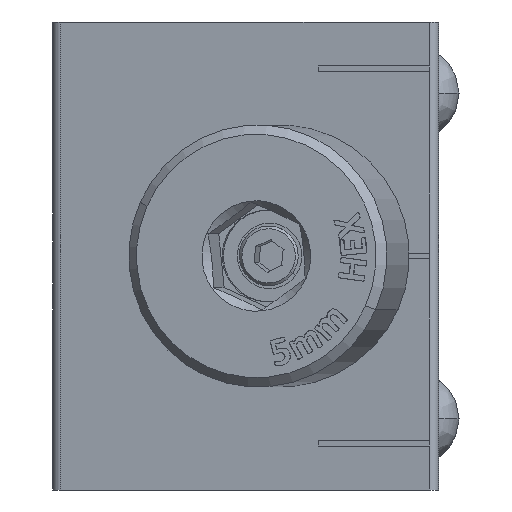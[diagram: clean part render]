
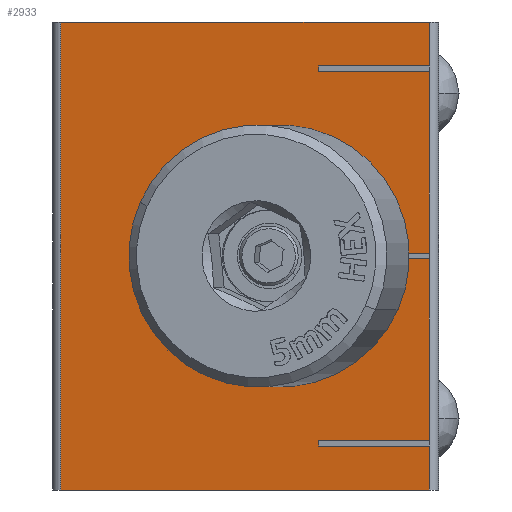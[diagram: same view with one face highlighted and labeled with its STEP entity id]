
A CAD part, left-side view. The second image highlights one B-rep face of the part: STEP entity #2933.
In plain terms, the highlighted planar face has unit normal (-0.985, 0.173, 0).
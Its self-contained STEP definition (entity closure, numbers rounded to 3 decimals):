
#112 = ORIENTED_EDGE ( 'NONE', *, *, #9466, .F. ) ;
#136 = CARTESIAN_POINT ( 'NONE',  ( -42.98, 6.767, 92.526 ) ) ;
#170 = ORIENTED_EDGE ( 'NONE', *, *, #23170, .T. ) ;
#309 = CARTESIAN_POINT ( 'NONE',  ( -40.556, 20.544, 89.876 ) ) ;
#467 = LINE ( 'NONE', #4813, #14579 ) ;
#588 = DIRECTION ( 'NONE',  ( -0.173, -0.985, 0. ) ) ;
#1128 = DIRECTION ( 'NONE',  ( 0., 0., -1. ) ) ;
#1273 = FACE_OUTER_BOUND ( 'NONE', #16339, .T. ) ;
#1494 = CARTESIAN_POINT ( 'NONE',  ( -42.98, 6.767, 92.526 ) ) ;
#2066 = CARTESIAN_POINT ( 'NONE',  ( -42.635, 8.726, 102.376 ) ) ;
#2086 = LINE ( 'NONE', #9699, #5815 ) ;
#2570 = ORIENTED_EDGE ( 'NONE', *, *, #20309, .F. ) ;
#2763 = LINE ( 'NONE', #1494, #14463 ) ;
#2933 = ADVANCED_FACE ( 'NONE', ( #1273 ), #3149, .F. ) ;
#3102 = CARTESIAN_POINT ( 'NONE',  ( -42.635, 8.726, 102.376 ) ) ;
#3149 = PLANE ( 'NONE',  #11829 ) ;
#3236 = VERTEX_POINT ( 'NONE', #309 ) ;
#3629 = EDGE_CURVE ( 'NONE', #13905, #10298, #24098, .T. ) ;
#3636 = CARTESIAN_POINT ( 'NONE',  ( -43.154, 5.775, 102.526 ) ) ;
#3684 = DIRECTION ( 'NONE',  ( 0.173, 0.985, 0. ) ) ;
#3779 = ORIENTED_EDGE ( 'NONE', *, *, #6666, .T. ) ;
#3876 = DIRECTION ( 'NONE',  ( -0.173, -0.985, 0. ) ) ;
#4169 = CARTESIAN_POINT ( 'NONE',  ( -42.98, 6.767, 92.226 ) ) ;
#4777 = ORIENTED_EDGE ( 'NONE', *, *, #9560, .F. ) ;
#4813 = CARTESIAN_POINT ( 'NONE',  ( -44.019, 0.858, 89.876 ) ) ;
#4866 = VERTEX_POINT ( 'NONE', #21257 ) ;
#4881 = DIRECTION ( 'NONE',  ( -0.173, -0.985, 0. ) ) ;
#5291 = CARTESIAN_POINT ( 'NONE',  ( -42.98, 6.767, 112.226 ) ) ;
#5345 = VECTOR ( 'NONE', #13344, 1000. ) ;
#5445 = VERTEX_POINT ( 'NONE', #5894 ) ;
#5608 = CARTESIAN_POINT ( 'NONE',  ( -42.98, 6.767, 92.226 ) ) ;
#5702 = CARTESIAN_POINT ( 'NONE',  ( -44.019, 0.858, 114.876 ) ) ;
#5815 = VECTOR ( 'NONE', #18826, 1000. ) ;
#5894 = CARTESIAN_POINT ( 'NONE',  ( -44.019, 0.858, 112.226 ) ) ;
#5921 = EDGE_CURVE ( 'NONE', #23250, #14585, #2086, .T. ) ;
#6052 = CARTESIAN_POINT ( 'NONE',  ( -42.98, 6.767, 112.226 ) ) ;
#6123 = CARTESIAN_POINT ( 'NONE',  ( -44.019, 0.858, 92.226 ) ) ;
#6146 = CARTESIAN_POINT ( 'NONE',  ( -42.115, 11.681, 102.376 ) ) ;
#6545 = ORIENTED_EDGE ( 'NONE', *, *, #13829, .F. ) ;
#6666 = EDGE_CURVE ( 'NONE', #3236, #15201, #467, .T. ) ;
#6750 = LINE ( 'NONE', #8869, #18992 ) ;
#6758 = ORIENTED_EDGE ( 'NONE', *, *, #16492, .F. ) ;
#6793 = CIRCLE ( 'NONE', #21587, 3. ) ;
#6914 = CARTESIAN_POINT ( 'NONE',  ( -44.019, 0.858, 114.876 ) ) ;
#6937 = EDGE_CURVE ( 'NONE', #12129, #16950, #17430, .T. ) ;
#6983 = CARTESIAN_POINT ( 'NONE',  ( -44.019, 0.858, 114.876 ) ) ;
#7042 = LINE ( 'NONE', #5291, #21103 ) ;
#7209 = DIRECTION ( 'NONE',  ( 0.173, 0.985, 0. ) ) ;
#7318 = DIRECTION ( 'NONE',  ( 0.985, -0.173, 0. ) ) ;
#7559 = LINE ( 'NONE', #5702, #5345 ) ;
#7609 = LINE ( 'NONE', #136, #14225 ) ;
#7735 = CIRCLE ( 'NONE', #13741, 3. ) ;
#7739 = DIRECTION ( 'NONE',  ( 0.173, 0.985, 0. ) ) ;
#7811 = EDGE_CURVE ( 'NONE', #11006, #5445, #6750, .T. ) ;
#8247 = ORIENTED_EDGE ( 'NONE', *, *, #16234, .T. ) ;
#8402 = ORIENTED_EDGE ( 'NONE', *, *, #6937, .F. ) ;
#8417 = CARTESIAN_POINT ( 'NONE',  ( -40.556, 20.544, 114.876 ) ) ;
#8672 = DIRECTION ( 'NONE',  ( 0., 0., -1. ) ) ;
#8734 = VERTEX_POINT ( 'NONE', #6146 ) ;
#8766 = CARTESIAN_POINT ( 'NONE',  ( -44.019, 0.858, 114.876 ) ) ;
#8858 = VECTOR ( 'NONE', #15441, 1000. ) ;
#8869 = CARTESIAN_POINT ( 'NONE',  ( -42.98, 6.767, 112.226 ) ) ;
#8889 = DIRECTION ( 'NONE',  ( 0.985, -0.173, 0. ) ) ;
#8961 = CARTESIAN_POINT ( 'NONE',  ( -44.019, 0.858, 92.526 ) ) ;
#9346 = LINE ( 'NONE', #13241, #23208 ) ;
#9416 = ORIENTED_EDGE ( 'NONE', *, *, #18102, .T. ) ;
#9466 = EDGE_CURVE ( 'NONE', #4866, #11006, #7042, .T. ) ;
#9560 = EDGE_CURVE ( 'NONE', #10298, #22741, #18176, .T. ) ;
#9615 = ORIENTED_EDGE ( 'NONE', *, *, #21363, .F. ) ;
#9699 = CARTESIAN_POINT ( 'NONE',  ( -44.019, 0.858, 114.876 ) ) ;
#10272 = EDGE_CURVE ( 'NONE', #5445, #12129, #18990, .T. ) ;
#10298 = VERTEX_POINT ( 'NONE', #16732 ) ;
#10344 = ORIENTED_EDGE ( 'NONE', *, *, #7811, .F. ) ;
#11006 = VERTEX_POINT ( 'NONE', #6052 ) ;
#11078 = DIRECTION ( 'NONE',  ( 0.173, 0.985, 0. ) ) ;
#11224 = LINE ( 'NONE', #5608, #15263 ) ;
#11638 = ORIENTED_EDGE ( 'NONE', *, *, #10272, .F. ) ;
#11747 = VECTOR ( 'NONE', #18170, 1000. ) ;
#11829 = AXIS2_PLACEMENT_3D ( 'NONE', #8766, #8889, #15012 ) ;
#12129 = VERTEX_POINT ( 'NONE', #15065 ) ;
#12194 = VECTOR ( 'NONE', #15298, 1000. ) ;
#13191 = CARTESIAN_POINT ( 'NONE',  ( -42.98, 6.767, 102.526 ) ) ;
#13241 = CARTESIAN_POINT ( 'NONE',  ( -42.98, 6.767, 112.526 ) ) ;
#13344 = DIRECTION ( 'NONE',  ( 0., 0., -1. ) ) ;
#13691 = LINE ( 'NONE', #17551, #8858 ) ;
#13741 = AXIS2_PLACEMENT_3D ( 'NONE', #2066, #20816, #3684 ) ;
#13777 = VERTEX_POINT ( 'NONE', #6123 ) ;
#13829 = EDGE_CURVE ( 'NONE', #14585, #16006, #7609, .T. ) ;
#13905 = VERTEX_POINT ( 'NONE', #21973 ) ;
#14225 = VECTOR ( 'NONE', #7739, 1000. ) ;
#14414 = VERTEX_POINT ( 'NONE', #4169 ) ;
#14463 = VECTOR ( 'NONE', #1128, 1000. ) ;
#14554 = DIRECTION ( 'NONE',  ( 0., 0., -1. ) ) ;
#14579 = VECTOR ( 'NONE', #588, 1000. ) ;
#14585 = VERTEX_POINT ( 'NONE', #8961 ) ;
#14623 = DIRECTION ( 'NONE',  ( -0.173, -0.985, 0. ) ) ;
#15012 = DIRECTION ( 'NONE',  ( 0., 0., -1. ) ) ;
#15065 = CARTESIAN_POINT ( 'NONE',  ( -44.019, 0.858, 102.526 ) ) ;
#15201 = VERTEX_POINT ( 'NONE', #17191 ) ;
#15263 = VECTOR ( 'NONE', #3876, 1000. ) ;
#15298 = DIRECTION ( 'NONE',  ( 0.173, 0.985, 0. ) ) ;
#15441 = DIRECTION ( 'NONE',  ( -0.173, -0.985, 0. ) ) ;
#15551 = ORIENTED_EDGE ( 'NONE', *, *, #23635, .F. ) ;
#15819 = VECTOR ( 'NONE', #14623, 1000. ) ;
#16006 = VERTEX_POINT ( 'NONE', #18069 ) ;
#16234 = EDGE_CURVE ( 'NONE', #23323, #8734, #7735, .T. ) ;
#16339 = EDGE_LOOP ( 'NONE', ( #11638, #10344, #112, #2570, #4777, #17075, #9416, #3779, #6758, #17265, #9615, #6545, #20141, #15551, #8247, #170, #8402 ) ) ;
#16492 = EDGE_CURVE ( 'NONE', #13777, #15201, #7559, .T. ) ;
#16732 = CARTESIAN_POINT ( 'NONE',  ( -44.019, 0.858, 114.876 ) ) ;
#16950 = VERTEX_POINT ( 'NONE', #3636 ) ;
#17075 = ORIENTED_EDGE ( 'NONE', *, *, #3629, .F. ) ;
#17191 = CARTESIAN_POINT ( 'NONE',  ( -44.019, 0.858, 89.876 ) ) ;
#17265 = ORIENTED_EDGE ( 'NONE', *, *, #21472, .F. ) ;
#17430 = LINE ( 'NONE', #13191, #12194 ) ;
#17551 = CARTESIAN_POINT ( 'NONE',  ( -42.98, 6.767, 102.226 ) ) ;
#18069 = CARTESIAN_POINT ( 'NONE',  ( -42.98, 6.767, 92.526 ) ) ;
#18102 = EDGE_CURVE ( 'NONE', #13905, #3236, #21916, .T. ) ;
#18170 = DIRECTION ( 'NONE',  ( 0., 0., -1. ) ) ;
#18176 = LINE ( 'NONE', #6914, #20699 ) ;
#18687 = CARTESIAN_POINT ( 'NONE',  ( -44.019, 0.858, 102.226 ) ) ;
#18826 = DIRECTION ( 'NONE',  ( 0., 0., -1. ) ) ;
#18990 = LINE ( 'NONE', #20746, #20715 ) ;
#18992 = VECTOR ( 'NONE', #4881, 1000. ) ;
#20141 = ORIENTED_EDGE ( 'NONE', *, *, #5921, .F. ) ;
#20309 = EDGE_CURVE ( 'NONE', #22741, #4866, #9346, .T. ) ;
#20699 = VECTOR ( 'NONE', #14554, 1000. ) ;
#20715 = VECTOR ( 'NONE', #24721, 1000. ) ;
#20746 = CARTESIAN_POINT ( 'NONE',  ( -44.019, 0.858, 114.876 ) ) ;
#20816 = DIRECTION ( 'NONE',  ( 0.985, -0.173, 0. ) ) ;
#21103 = VECTOR ( 'NONE', #8672, 1000. ) ;
#21257 = CARTESIAN_POINT ( 'NONE',  ( -42.98, 6.767, 112.526 ) ) ;
#21363 = EDGE_CURVE ( 'NONE', #16006, #14414, #2763, .T. ) ;
#21472 = EDGE_CURVE ( 'NONE', #14414, #13777, #11224, .T. ) ;
#21587 = AXIS2_PLACEMENT_3D ( 'NONE', #3102, #7318, #11078 ) ;
#21916 = LINE ( 'NONE', #8417, #11747 ) ;
#21973 = CARTESIAN_POINT ( 'NONE',  ( -40.556, 20.544, 114.876 ) ) ;
#22182 = CARTESIAN_POINT ( 'NONE',  ( -43.154, 5.775, 102.226 ) ) ;
#22741 = VERTEX_POINT ( 'NONE', #23461 ) ;
#23170 = EDGE_CURVE ( 'NONE', #8734, #16950, #6793, .T. ) ;
#23208 = VECTOR ( 'NONE', #7209, 1000. ) ;
#23250 = VERTEX_POINT ( 'NONE', #18687 ) ;
#23323 = VERTEX_POINT ( 'NONE', #22182 ) ;
#23461 = CARTESIAN_POINT ( 'NONE',  ( -44.019, 0.858, 112.526 ) ) ;
#23635 = EDGE_CURVE ( 'NONE', #23323, #23250, #13691, .T. ) ;
#24098 = LINE ( 'NONE', #6983, #15819 ) ;
#24721 = DIRECTION ( 'NONE',  ( 0., 0., -1. ) ) ;
